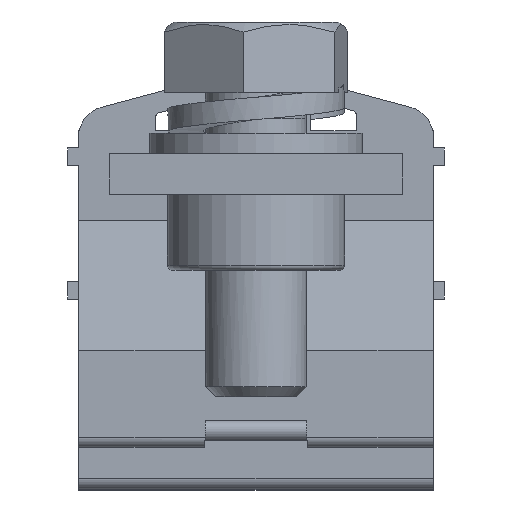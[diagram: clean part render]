
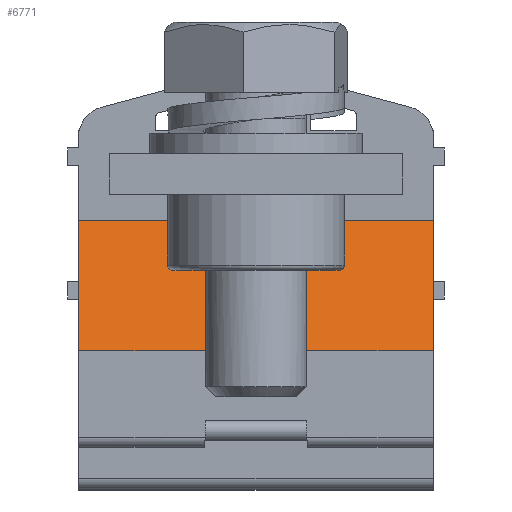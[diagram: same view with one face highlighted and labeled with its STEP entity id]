
A CAD part, front view. The second image highlights one B-rep face of the part: STEP entity #6771.
In plain terms, the highlighted planar face has unit normal (0, -0.966, 0.259).
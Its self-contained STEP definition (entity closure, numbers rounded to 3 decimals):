
#245=PLANE('',#7124);
#1169=ORIENTED_EDGE('',*,*,#2297,.T.);
#1170=ORIENTED_EDGE('',*,*,#2298,.F.);
#1171=ORIENTED_EDGE('',*,*,#2299,.T.);
#1172=ORIENTED_EDGE('',*,*,#2141,.T.);
#1173=ORIENTED_EDGE('',*,*,#2029,.F.);
#1174=ORIENTED_EDGE('',*,*,#2300,.F.);
#1175=ORIENTED_EDGE('',*,*,#2301,.F.);
#1176=ORIENTED_EDGE('',*,*,#2302,.T.);
#2029=EDGE_CURVE('',#2702,#2703,#3149,.T.);
#2141=EDGE_CURVE('',#2812,#2703,#3238,.T.);
#2297=EDGE_CURVE('',#2888,#2889,#3382,.T.);
#2298=EDGE_CURVE('',#2890,#2889,#3383,.T.);
#2299=EDGE_CURVE('',#2890,#2812,#3384,.T.);
#2300=EDGE_CURVE('',#2891,#2702,#3385,.T.);
#2301=EDGE_CURVE('',#2892,#2891,#3386,.T.);
#2302=EDGE_CURVE('',#2892,#2888,#3387,.T.);
#2702=VERTEX_POINT('',#9101);
#2703=VERTEX_POINT('',#9103);
#2812=VERTEX_POINT('',#9326);
#2888=VERTEX_POINT('',#9635);
#2889=VERTEX_POINT('',#9636);
#2890=VERTEX_POINT('',#9638);
#2891=VERTEX_POINT('',#9641);
#2892=VERTEX_POINT('',#9643);
#3149=LINE('',#9102,#3588);
#3238=LINE('',#9325,#3677);
#3382=LINE('',#9634,#3821);
#3383=LINE('',#9637,#3822);
#3384=LINE('',#9639,#3823);
#3385=LINE('',#9640,#3824);
#3386=LINE('',#9642,#3825);
#3387=LINE('',#9644,#3826);
#3588=VECTOR('',#7543,1000.);
#3677=VECTOR('',#7682,1000.);
#3821=VECTOR('',#8004,1000.);
#3822=VECTOR('',#8005,1000.);
#3823=VECTOR('',#8006,1000.);
#3824=VECTOR('',#8007,1000.);
#3825=VECTOR('',#8008,1000.);
#3826=VECTOR('',#8009,1000.);
#4108=EDGE_LOOP('',(#1169,#1170,#1171,#1172,#1173,#1174,#1175,#1176));
#4445=FACE_BOUND('',#4108,.T.);
#6771=ADVANCED_FACE('',(#4445),#245,.T.);
#7124=AXIS2_PLACEMENT_3D('',#9633,#8002,#8003);
#7543=DIRECTION('',(0.,0.259,0.966));
#7682=DIRECTION('',(-1.,0.,0.));
#8002=DIRECTION('',(0.,-0.966,0.259));
#8003=DIRECTION('',(0.,-0.259,-0.966));
#8004=DIRECTION('',(0.,-0.259,-0.966));
#8005=DIRECTION('',(-1.,0.,0.));
#8006=DIRECTION('',(0.,0.259,0.966));
#8007=DIRECTION('',(-1.,0.,0.));
#8008=DIRECTION('',(0.,-0.259,-0.966));
#8009=DIRECTION('',(1.,0.,0.));
#9101=CARTESIAN_POINT('',(-17.5,-23.45,-26.476));
#9102=CARTESIAN_POINT('',(-17.5,-23.45,-26.476));
#9103=CARTESIAN_POINT('',(-17.5,-20.,-13.6));
#9325=CARTESIAN_POINT('',(17.5,-20.,-13.6));
#9326=CARTESIAN_POINT('',(17.5,-20.,-13.6));
#9633=CARTESIAN_POINT('',(17.5,-23.45,-26.476));
#9634=CARTESIAN_POINT('',(5.,-24.208,-29.306));
#9635=CARTESIAN_POINT('',(5.,-23.148,-25.35));
#9636=CARTESIAN_POINT('',(5.,-23.45,-26.476));
#9637=CARTESIAN_POINT('',(17.5,-23.45,-26.476));
#9638=CARTESIAN_POINT('',(17.5,-23.45,-26.476));
#9639=CARTESIAN_POINT('',(17.5,-23.45,-26.476));
#9640=CARTESIAN_POINT('',(17.5,-23.45,-26.476));
#9641=CARTESIAN_POINT('',(-5.,-23.45,-26.476));
#9642=CARTESIAN_POINT('',(-5.,-24.208,-29.306));
#9643=CARTESIAN_POINT('',(-5.,-23.148,-25.35));
#9644=CARTESIAN_POINT('',(-5.,-23.148,-25.35));
